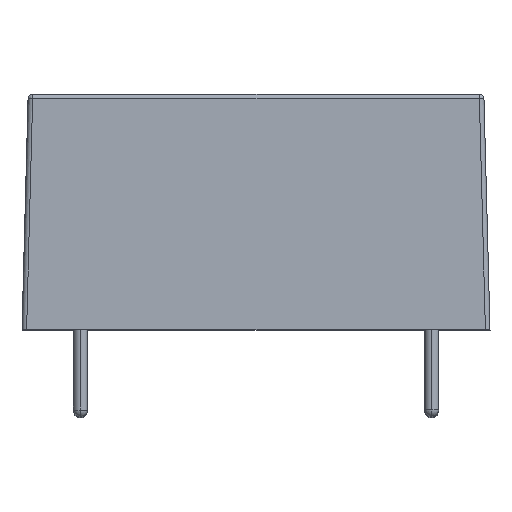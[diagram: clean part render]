
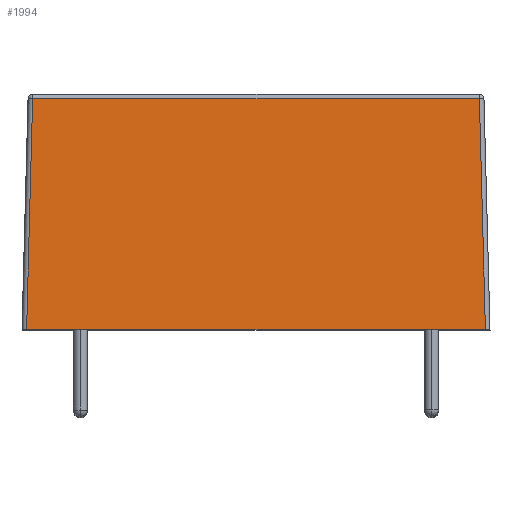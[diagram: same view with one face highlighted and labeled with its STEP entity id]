
A CAD part, top view. The second image highlights one B-rep face of the part: STEP entity #1994.
In plain terms, the highlighted planar face has unit normal (0, 0.026, 1).
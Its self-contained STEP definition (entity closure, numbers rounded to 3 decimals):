
#16 = CARTESIAN_POINT ( 'NONE',  ( 10.15, 0., 15.9 ) ) ;
#20 = VERTEX_POINT ( 'NONE', #1471 ) ;
#148 = ORIENTED_EDGE ( 'NONE', *, *, #2233, .T. ) ;
#176 = VERTEX_POINT ( 'NONE', #709 ) ;
#180 = ORIENTED_EDGE ( 'NONE', *, *, #612, .T. ) ;
#378 = DIRECTION ( 'NONE',  ( -0.026, -0.999, 0.026 ) ) ;
#455 = EDGE_CURVE ( 'NONE', #1087, #20, #994, .T. ) ;
#612 = EDGE_CURVE ( 'NONE', #176, #2381, #2444, .T. ) ;
#635 = EDGE_CURVE ( 'NONE', #2381, #1087, #782, .T. ) ;
#638 = CARTESIAN_POINT ( 'NONE',  ( 9.95, 0., 15.9 ) ) ;
#709 = CARTESIAN_POINT ( 'NONE',  ( -9.688, 10.005, 15.638 ) ) ;
#782 = LINE ( 'NONE', #2825, #3510 ) ;
#994 = LINE ( 'NONE', #1363, #3181 ) ;
#1087 = VERTEX_POINT ( 'NONE', #638 ) ;
#1153 = LINE ( 'NONE', #3414, #1590 ) ;
#1363 = CARTESIAN_POINT ( 'NONE',  ( 9.95, 0., 15.9 ) ) ;
#1471 = CARTESIAN_POINT ( 'NONE',  ( 9.688, 10.005, 15.638 ) ) ;
#1480 = ORIENTED_EDGE ( 'NONE', *, *, #455, .T. ) ;
#1590 = VECTOR ( 'NONE', #1785, 1000. ) ;
#1772 = VECTOR ( 'NONE', #378, 1000. ) ;
#1785 = DIRECTION ( 'NONE',  ( -1., 0., 0. ) ) ;
#1867 = ORIENTED_EDGE ( 'NONE', *, *, #635, .T. ) ;
#1915 = DIRECTION ( 'NONE',  ( 0., 0.026, 1. ) ) ;
#1994 = ADVANCED_FACE ( 'NONE', ( #3177 ), #2762, .T. ) ;
#2121 = EDGE_LOOP ( 'NONE', ( #148, #180, #1867, #1480 ) ) ;
#2185 = DIRECTION ( 'NONE',  ( -0.026, 0.999, -0.026 ) ) ;
#2233 = EDGE_CURVE ( 'NONE', #20, #176, #1153, .T. ) ;
#2381 = VERTEX_POINT ( 'NONE', #2976 ) ;
#2444 = LINE ( 'NONE', #2564, #1772 ) ;
#2537 = DIRECTION ( 'NONE',  ( 1., 0., 0. ) ) ;
#2564 = CARTESIAN_POINT ( 'NONE',  ( -9.688, 10.005, 15.638 ) ) ;
#2762 = PLANE ( 'NONE',  #2932 ) ;
#2825 = CARTESIAN_POINT ( 'NONE',  ( 0., 0., 15.9 ) ) ;
#2932 = AXIS2_PLACEMENT_3D ( 'NONE', #16, #1915, #3547 ) ;
#2976 = CARTESIAN_POINT ( 'NONE',  ( -9.95, 0., 15.9 ) ) ;
#3177 = FACE_OUTER_BOUND ( 'NONE', #2121, .T. ) ;
#3181 = VECTOR ( 'NONE', #2185, 1000. ) ;
#3414 = CARTESIAN_POINT ( 'NONE',  ( 10.15, 10.005, 15.638 ) ) ;
#3510 = VECTOR ( 'NONE', #2537, 1000. ) ;
#3547 = DIRECTION ( 'NONE',  ( 0., 1., -0.026 ) ) ;
